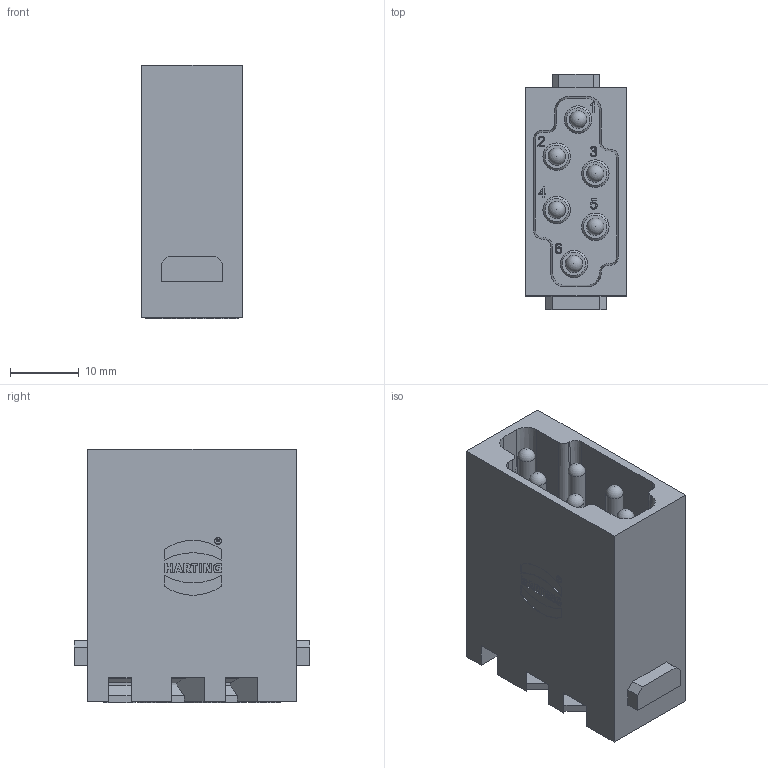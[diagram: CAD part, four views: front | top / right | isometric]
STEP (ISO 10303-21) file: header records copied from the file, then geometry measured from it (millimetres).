
FILE_DESCRIPTION(/* description */ (''),/* implementation_level */ '2;1');
FILE_NAME(/* name */ '100549629ugm000_c.stp',/* time_stamp */ '2019-06-12T11:14:14+02:00',/* author */ (''),/* organization */ (''),/* preprocessor_version */ 'ST-DEVELOPER v16.7',/* originating_system */ 'SIEMENS PLM Software NX 12.0',/* authorisation */ '');
FILE_SCHEMA (('AUTOMOTIVE_DESIGN { 1 0 10303 214 3 1 1 1 }'));
Length unit declared in the file: millimetre
Products named in the file (1): 100549629ugm000_c
Bounding box: 14.65 x 34.2 x 36.9 mm (x, y, z)
Volume: 12264.1 mm3; surface area: 6791.2 mm2
Topology: 1 solids, 2 shells, 541 faces, 1527 edges, 1122 vertices
Faces by surface type: plane 413, cylinder 58, extrusion 34, cone 24, bspline 6, sphere 6
Full cylindrical faces by diameter (mm): 0.911 x1, 1.077 x1, 2.5 x6, 3.8 x6, 4 x6
Entity records: 22900 total; most frequent: CARTESIAN_POINT 5456, ORIENTED_EDGE 2734, DIRECTION 2452, EDGE_CURVE 1367, VECTOR 1112, LINE 1078, VERTEX_POINT 926, AXIS2_PLACEMENT_3D 670
